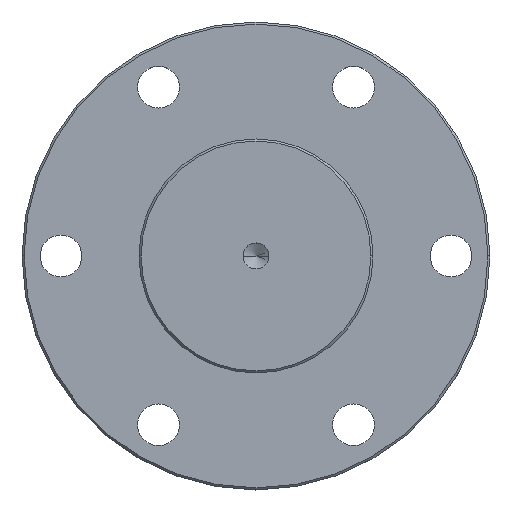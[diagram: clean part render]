
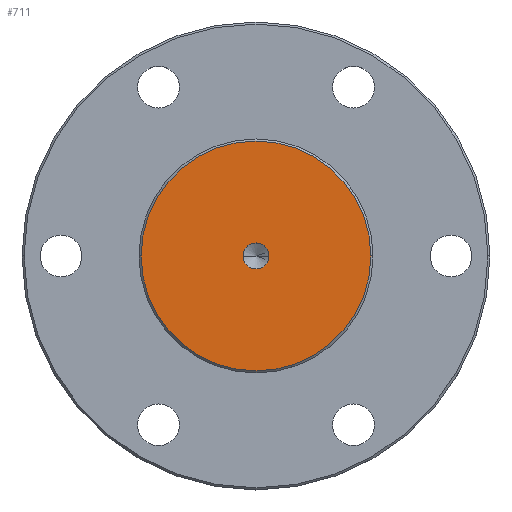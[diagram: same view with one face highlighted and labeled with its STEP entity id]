
A CAD part, top view. The second image highlights one B-rep face of the part: STEP entity #711.
In plain terms, the highlighted planar face has unit normal (0, 0, 1).
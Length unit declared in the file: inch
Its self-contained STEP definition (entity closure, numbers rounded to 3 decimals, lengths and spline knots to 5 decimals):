
#24 = VERTEX_POINT ( 'NONE', #847 ) ;
#33 = ORIENTED_EDGE ( 'NONE', *, *, #1226, .T. ) ;
#81 = DIRECTION ( 'NONE',  ( 1., 0., 0. ) ) ;
#115 = AXIS2_PLACEMENT_3D ( 'NONE', #1021, #455, #1118 ) ;
#116 = CIRCLE ( 'NONE', #1041, 0.5525 ) ;
#129 = FACE_OUTER_BOUND ( 'NONE', #1074, .T. ) ;
#146 = ORIENTED_EDGE ( 'NONE', *, *, #408, .T. ) ;
#159 = AXIS2_PLACEMENT_3D ( 'NONE', #473, #1080, #716 ) ;
#172 = DIRECTION ( 'NONE',  ( 1., 0., 0. ) ) ;
#306 = ORIENTED_EDGE ( 'NONE', *, *, #361, .F. ) ;
#337 = AXIS2_PLACEMENT_3D ( 'NONE', #1038, #373, #945 ) ;
#346 = VERTEX_POINT ( 'NONE', #379 ) ;
#361 = EDGE_CURVE ( 'NONE', #608, #346, #905, .T. ) ;
#373 = DIRECTION ( 'NONE',  ( 0., 0., 1. ) ) ;
#379 = CARTESIAN_POINT ( 'NONE',  ( -0.0625, 0., 0. ) ) ;
#408 = EDGE_CURVE ( 'NONE', #24, #963, #116, .T. ) ;
#434 = AXIS2_PLACEMENT_3D ( 'NONE', #1225, #655, #81 ) ;
#455 = DIRECTION ( 'NONE',  ( 0., 0., 1. ) ) ;
#473 = CARTESIAN_POINT ( 'NONE',  ( 0., 0., 0. ) ) ;
#576 = CIRCLE ( 'NONE', #115, 0.0625 ) ;
#608 = VERTEX_POINT ( 'NONE', #836 ) ;
#647 = CARTESIAN_POINT ( 'NONE',  ( 0., 0., 0. ) ) ;
#655 = DIRECTION ( 'NONE',  ( 0., 0., 1. ) ) ;
#711 = ADVANCED_FACE ( 'NONE', ( #782, #129 ), #864, .F. ) ;
#716 = DIRECTION ( 'NONE',  ( -1., 0., 0. ) ) ;
#782 = FACE_BOUND ( 'NONE', #823, .T. ) ;
#823 = EDGE_LOOP ( 'NONE', ( #306, #1103 ) ) ;
#836 = CARTESIAN_POINT ( 'NONE',  ( 0.0625, 0., 0. ) ) ;
#847 = CARTESIAN_POINT ( 'NONE',  ( 0.5525, 0., 0. ) ) ;
#864 = PLANE ( 'NONE',  #159 ) ;
#905 = CIRCLE ( 'NONE', #337, 0.0625 ) ;
#945 = DIRECTION ( 'NONE',  ( 1., 0., 0. ) ) ;
#963 = VERTEX_POINT ( 'NONE', #1165 ) ;
#1013 = CIRCLE ( 'NONE', #434, 0.5525 ) ;
#1021 = CARTESIAN_POINT ( 'NONE',  ( 0., 0., 0. ) ) ;
#1026 = DIRECTION ( 'NONE',  ( 0., 0., 1. ) ) ;
#1038 = CARTESIAN_POINT ( 'NONE',  ( 0., 0., 0. ) ) ;
#1041 = AXIS2_PLACEMENT_3D ( 'NONE', #647, #1026, #172 ) ;
#1074 = EDGE_LOOP ( 'NONE', ( #33, #146 ) ) ;
#1080 = DIRECTION ( 'NONE',  ( 0., 0., -1. ) ) ;
#1103 = ORIENTED_EDGE ( 'NONE', *, *, #1186, .F. ) ;
#1118 = DIRECTION ( 'NONE',  ( 1., 0., 0. ) ) ;
#1165 = CARTESIAN_POINT ( 'NONE',  ( -0.5525, 0., 0. ) ) ;
#1186 = EDGE_CURVE ( 'NONE', #346, #608, #576, .T. ) ;
#1225 = CARTESIAN_POINT ( 'NONE',  ( 0., 0., 0. ) ) ;
#1226 = EDGE_CURVE ( 'NONE', #963, #24, #1013, .T. ) ;
